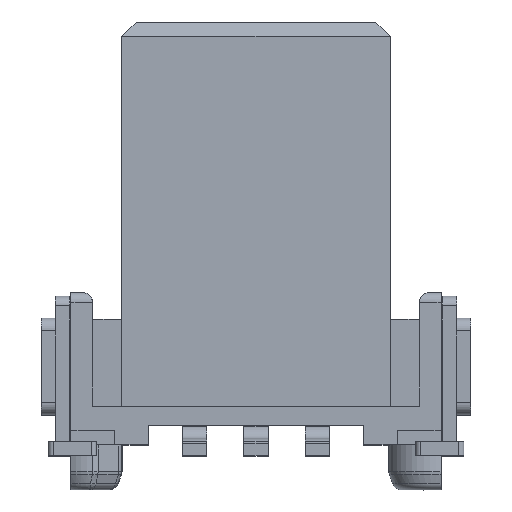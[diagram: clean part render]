
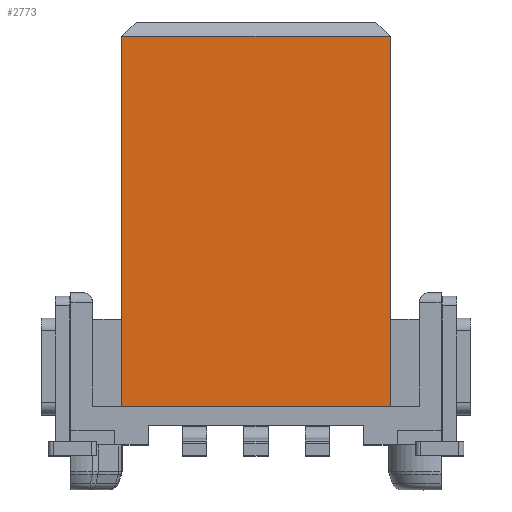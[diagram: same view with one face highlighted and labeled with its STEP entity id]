
A CAD part, top view. The second image highlights one B-rep face of the part: STEP entity #2773.
In plain terms, the highlighted planar face has unit normal (0, 0, 1).
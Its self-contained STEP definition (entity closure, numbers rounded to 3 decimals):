
#2773=ADVANCED_FACE('',(#3423),#3076,.T.);
#3076=PLANE('',#10324);
#3423=FACE_OUTER_BOUND('',#3844,.T.);
#3844=EDGE_LOOP('',(#7354,#7355,#7356,#7357));
#4433=LINE('',#13873,#5249);
#4663=LINE('',#14539,#5479);
#4665=LINE('',#14543,#5481);
#4666=LINE('',#14545,#5482);
#5249=VECTOR('',#11692,1.);
#5479=VECTOR('',#12248,1.);
#5481=VECTOR('',#12252,1.);
#5482=VECTOR('',#12253,1.);
#7354=ORIENTED_EDGE('',*,*,#9405,.T.);
#7355=ORIENTED_EDGE('',*,*,#9403,.T.);
#7356=ORIENTED_EDGE('',*,*,#9100,.T.);
#7357=ORIENTED_EDGE('',*,*,#9406,.T.);
#8176=VERTEX_POINT('',#13867);
#8178=VERTEX_POINT('',#13872);
#8381=VERTEX_POINT('',#14540);
#8382=VERTEX_POINT('',#14544);
#9100=EDGE_CURVE('',#8176,#8178,#4433,.T.);
#9403=EDGE_CURVE('',#8381,#8176,#4663,.T.);
#9405=EDGE_CURVE('',#8382,#8381,#4665,.T.);
#9406=EDGE_CURVE('',#8178,#8382,#4666,.T.);
#10324=AXIS2_PLACEMENT_3D('',#14546,#12254,#12255);
#11692=DIRECTION('',(-1.,0.,0.));
#12248=DIRECTION('',(0.,1.,0.));
#12252=DIRECTION('',(1.,0.,0.));
#12253=DIRECTION('',(0.,-1.,0.));
#12254=DIRECTION('',(0.,0.,1.));
#12255=DIRECTION('',(0.,-1.,0.));
#13867=CARTESIAN_POINT('',(2.78,16.74,38.485));
#13872=CARTESIAN_POINT('',(-2.78,16.74,38.485));
#13873=CARTESIAN_POINT('',(2.78,16.74,38.485));
#14539=CARTESIAN_POINT('',(2.78,9.09,38.485));
#14540=CARTESIAN_POINT('',(2.78,9.09,38.485));
#14543=CARTESIAN_POINT('',(-2.78,9.09,38.485));
#14544=CARTESIAN_POINT('',(-2.78,9.09,38.485));
#14545=CARTESIAN_POINT('',(-2.78,16.74,38.485));
#14546=CARTESIAN_POINT('',(-2.98,16.94,38.485));
